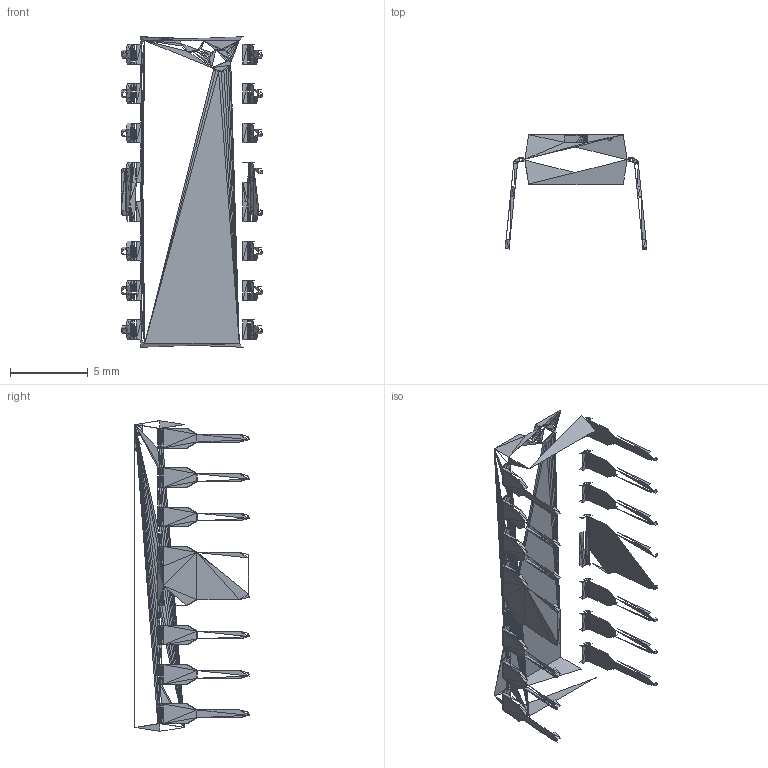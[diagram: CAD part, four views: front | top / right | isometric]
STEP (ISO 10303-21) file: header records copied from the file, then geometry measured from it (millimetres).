
FILE_DESCRIPTION(('STEP AP214'),'1');
FILE_NAME('dip12.stp','2025-07-11T10:46:05',(' '),(' '),'Spatial InterOp 3D',' ',' ');
FILE_SCHEMA(('automotive_design'));
Length unit declared in the file: metre
Products named in the file (1): Root
Bounding box: 9.14 x 7.37 x 20.04 mm (x, y, z)
Surface area: 71.8 mm2 (no closed solid volume)
Topology: 0 solids, 1608 shells, 1608 faces, 4810 edges, 2040 vertices
Faces by surface type: plane 1608
Entity records: 52382 total; most frequent: DIRECTION 8042, ORIENTED_EDGE 4824, EDGE_CURVE 4824, LINE 4824, VECTOR 4824, CARTESIAN_POINT 2060, VERTEX_POINT 2059, AXIS2_PLACEMENT_3D 1609
